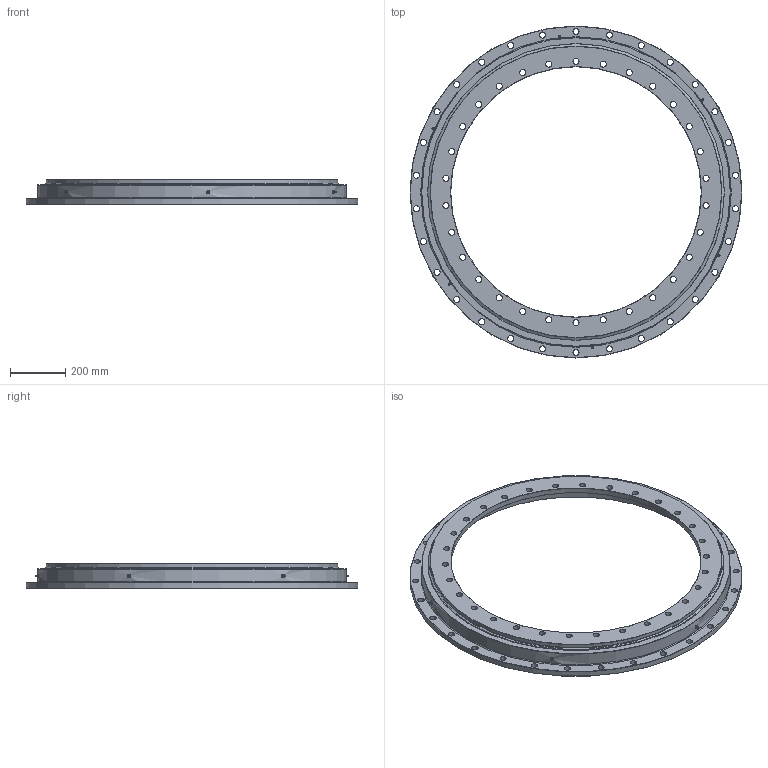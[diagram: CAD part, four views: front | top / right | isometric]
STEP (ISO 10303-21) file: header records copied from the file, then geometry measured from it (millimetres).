
FILE_DESCRIPTION (( 'STEP AP214' ), '1' );
FILE_NAME ('SD.1200.32.00.C.STEP', '2020-05-13T10:47:29', ( '' ), ( '' ), 'SwSTEP 2.0', 'SolidWorks 2016', '' );
FILE_SCHEMA (( 'AUTOMOTIVE_DESIGN' ));
Length unit declared in the file: millimetre
Products named in the file (7): A.1200.B32C.A1N.0 - OR Seal; Grease nipple M10x1mm; A.1200.B32C.A1N.0 - IR Seal; Ball D32; A.1200.B32C.A1N.0 - OR; A.1200.B32C.A1N.0 - IR; SD.1200.32.00.C
Assembly tree (97 placements, depth 2):
  SD.1200.32.00.C
    A.1200.B32C.A1N.0 - IR
    A.1200.B32C.A1N.0 - OR
    Ball D32  x87
    A.1200.B32C.A1N.0 - IR Seal
    A.1200.B32C.A1N.0 - OR Seal
    Grease nipple M10x1mm  x6
Bounding box: 1200 x 1200 x 90 mm (x, y, z)
Volume: 18695719.5 mm3; surface area: 2661153.5 mm2
Topology: 97 solids, 97 shells, 390 faces, 1017 edges, 661 vertices
Faces by surface type: cone 102, cylinder 98, sphere 87, plane 76, torus 27
Full cylindrical faces by diameter (mm): 3 x6, 5 x6, 9 x6, 10 x6, 22 x60, 905 x1, 993 x1, 1041 x2, 1052 x1, 1055 x4, 1058 x1, 1069 x2, 1117 x1, 1200 x1
Entity records: 6414 total; most frequent: CARTESIAN_POINT 1643, DIRECTION 984, ORIENTED_EDGE 560, AXIS2_PLACEMENT_3D 489, EDGE_LOOP 438, EDGE_CURVE 280, FACE_OUTER_BOUND 267, VERTEX_POINT 250
